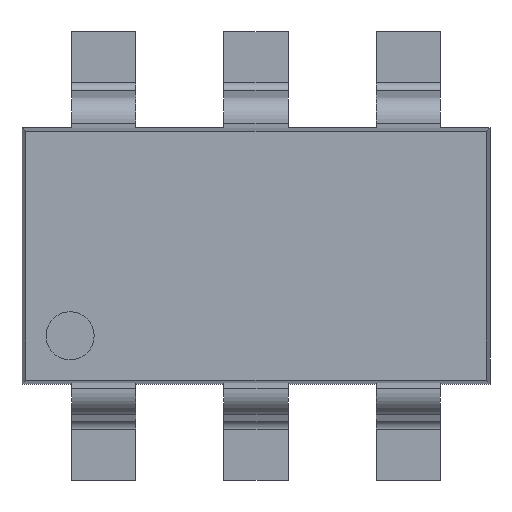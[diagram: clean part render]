
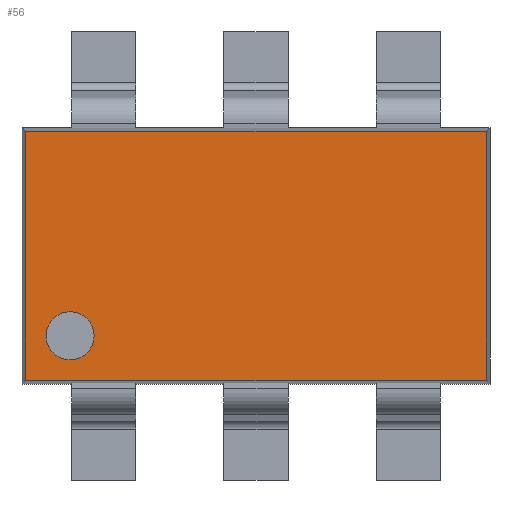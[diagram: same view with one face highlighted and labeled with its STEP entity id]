
A CAD part, top view. The second image highlights one B-rep face of the part: STEP entity #56.
In plain terms, the highlighted planar face has unit normal (0, 0, 1).
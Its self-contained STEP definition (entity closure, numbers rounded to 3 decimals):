
#4 = LINE ( 'NONE', #181, #857 ) ;
#15 = CARTESIAN_POINT ( 'NONE',  ( -1.16, -0.5, 0.45 ) ) ;
#20 = CARTESIAN_POINT ( 'NONE',  ( -1.01, -0.5, 0.45 ) ) ;
#27 = CIRCLE ( 'NONE', #659, 0.15 ) ;
#31 = DIRECTION ( 'NONE',  ( 0., 0., 1. ) ) ;
#56 = ADVANCED_FACE ( 'NONE', ( #628, #337 ), #134, .T. ) ;
#61 = DIRECTION ( 'NONE',  ( 1., 0., 0. ) ) ;
#64 = LINE ( 'NONE', #672, #787 ) ;
#85 = EDGE_CURVE ( 'NONE', #523, #541, #282, .T. ) ;
#93 = VECTOR ( 'NONE', #133, 1000. ) ;
#96 = ORIENTED_EDGE ( 'NONE', *, *, #892, .T. ) ;
#106 = CARTESIAN_POINT ( 'NONE',  ( -1.436, 0.776, 0.45 ) ) ;
#120 = CARTESIAN_POINT ( 'NONE',  ( -1.436, 0.8, 0.45 ) ) ;
#133 = DIRECTION ( 'NONE',  ( 0., -1., 0. ) ) ;
#134 = PLANE ( 'NONE',  #570 ) ;
#139 = ORIENTED_EDGE ( 'NONE', *, *, #85, .F. ) ;
#181 = CARTESIAN_POINT ( 'NONE',  ( -1.46, -0.776, 0.45 ) ) ;
#200 = VERTEX_POINT ( 'NONE', #844 ) ;
#208 = DIRECTION ( 'NONE',  ( 0., 1., 0. ) ) ;
#282 = CIRCLE ( 'NONE', #486, 0.15 ) ;
#283 = DIRECTION ( 'NONE',  ( 1., 0., 0. ) ) ;
#337 = FACE_OUTER_BOUND ( 'NONE', #619, .T. ) ;
#344 = VECTOR ( 'NONE', #896, 1000. ) ;
#412 = DIRECTION ( 'NONE',  ( 0., 0., 1. ) ) ;
#428 = CARTESIAN_POINT ( 'NONE',  ( -1.31, -0.5, 0.45 ) ) ;
#469 = VERTEX_POINT ( 'NONE', #705 ) ;
#482 = LINE ( 'NONE', #120, #93 ) ;
#486 = AXIS2_PLACEMENT_3D ( 'NONE', #680, #803, #283 ) ;
#523 = VERTEX_POINT ( 'NONE', #428 ) ;
#541 = VERTEX_POINT ( 'NONE', #20 ) ;
#551 = ORIENTED_EDGE ( 'NONE', *, *, #755, .T. ) ;
#567 = DIRECTION ( 'NONE',  ( 1., 0., 0. ) ) ;
#570 = AXIS2_PLACEMENT_3D ( 'NONE', #879, #412, #61 ) ;
#619 = EDGE_LOOP ( 'NONE', ( #551, #96, #764, #658 ) ) ;
#620 = VERTEX_POINT ( 'NONE', #106 ) ;
#628 = FACE_BOUND ( 'NONE', #823, .T. ) ;
#633 = EDGE_CURVE ( 'NONE', #541, #523, #27, .T. ) ;
#648 = DIRECTION ( 'NONE',  ( 1., 0., 0. ) ) ;
#658 = ORIENTED_EDGE ( 'NONE', *, *, #758, .T. ) ;
#659 = AXIS2_PLACEMENT_3D ( 'NONE', #15, #31, #648 ) ;
#672 = CARTESIAN_POINT ( 'NONE',  ( 1.436, 0.8, 0.45 ) ) ;
#680 = CARTESIAN_POINT ( 'NONE',  ( -1.16, -0.5, 0.45 ) ) ;
#685 = CARTESIAN_POINT ( 'NONE',  ( -1.46, 0.776, 0.45 ) ) ;
#705 = CARTESIAN_POINT ( 'NONE',  ( 1.436, 0.776, 0.45 ) ) ;
#717 = VERTEX_POINT ( 'NONE', #890 ) ;
#755 = EDGE_CURVE ( 'NONE', #620, #200, #482, .T. ) ;
#756 = LINE ( 'NONE', #685, #344 ) ;
#758 = EDGE_CURVE ( 'NONE', #469, #620, #756, .T. ) ;
#764 = ORIENTED_EDGE ( 'NONE', *, *, #807, .T. ) ;
#787 = VECTOR ( 'NONE', #208, 1000. ) ;
#803 = DIRECTION ( 'NONE',  ( 0., 0., 1. ) ) ;
#807 = EDGE_CURVE ( 'NONE', #717, #469, #64, .T. ) ;
#823 = EDGE_LOOP ( 'NONE', ( #836, #139 ) ) ;
#836 = ORIENTED_EDGE ( 'NONE', *, *, #633, .F. ) ;
#844 = CARTESIAN_POINT ( 'NONE',  ( -1.436, -0.776, 0.45 ) ) ;
#857 = VECTOR ( 'NONE', #567, 1000. ) ;
#879 = CARTESIAN_POINT ( 'NONE',  ( 0., 0., 0.45 ) ) ;
#890 = CARTESIAN_POINT ( 'NONE',  ( 1.436, -0.776, 0.45 ) ) ;
#892 = EDGE_CURVE ( 'NONE', #200, #717, #4, .T. ) ;
#896 = DIRECTION ( 'NONE',  ( -1., 0., 0. ) ) ;
